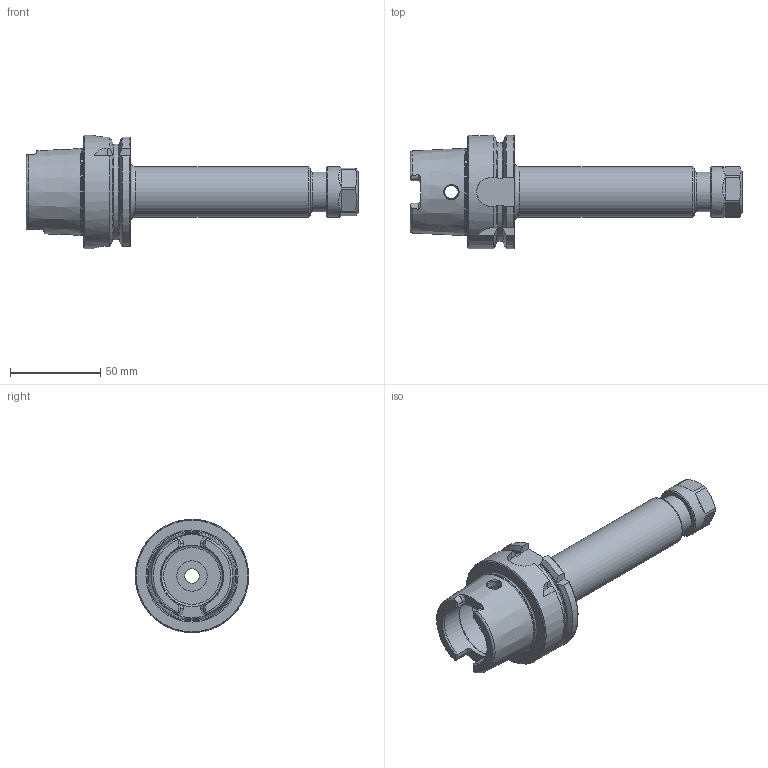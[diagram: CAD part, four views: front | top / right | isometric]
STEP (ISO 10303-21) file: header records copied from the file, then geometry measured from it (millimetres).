
FILE_DESCRIPTION(/* description */ (''),/* implementation_level */ '2;1');
FILE_NAME(/* name */ 'BQ023.stp',/* time_stamp */ '2023-08-07T12:23:08+09:00',/* author */ ('YSH'),/* organization */ (''),/* preprocessor_version */ 'ST-DEVELOPER v18.1',/* originating_system */ 'Autodesk Inventor 2022',/* authorisation */ '');
FILE_SCHEMA (('AUTOMOTIVE_DESIGN { 1 0 10303 214 3 1 1 }'));
Length unit declared in the file: millimetre
Products named in the file (3): HSK63A-ER16-152.4; LO-HSK63A-ER16-152.4; ER16NUT
Assembly tree (2 placements, depth 2):
  HSK63A-ER16-152.4
    LO-HSK63A-ER16-152.4
    ER16NUT
Bounding box: 184.4 x 63 x 63 mm (x, y, z)
Volume: 145444.2 mm3; surface area: 39367.5 mm2
Topology: 2 solids, 3 shells, 153 faces, 401 edges, 260 vertices
Faces by surface type: plane 61, cylinder 43, torus 25, cone 22, bspline 2
Full cylindrical faces by diameter (mm): 1 x1, 7.5 x2, 8 x1, 9.398 x1, 10 x1, 11.8 x1, 12.8 x1, 16.917 x1, 17.7 x1, 19 x1, 20.6 x1, 22 x2, 22.5 x1, 28 x2, 34 x2, 40 x1, 48.041 x1, 63 x1
Entity records: 5538 total; most frequent: CARTESIAN_POINT 1658, DIRECTION 808, ORIENTED_EDGE 798, EDGE_CURVE 400, AXIS2_PLACEMENT_3D 331, VERTEX_POINT 260, EDGE_LOOP 170, CIRCLE 160
